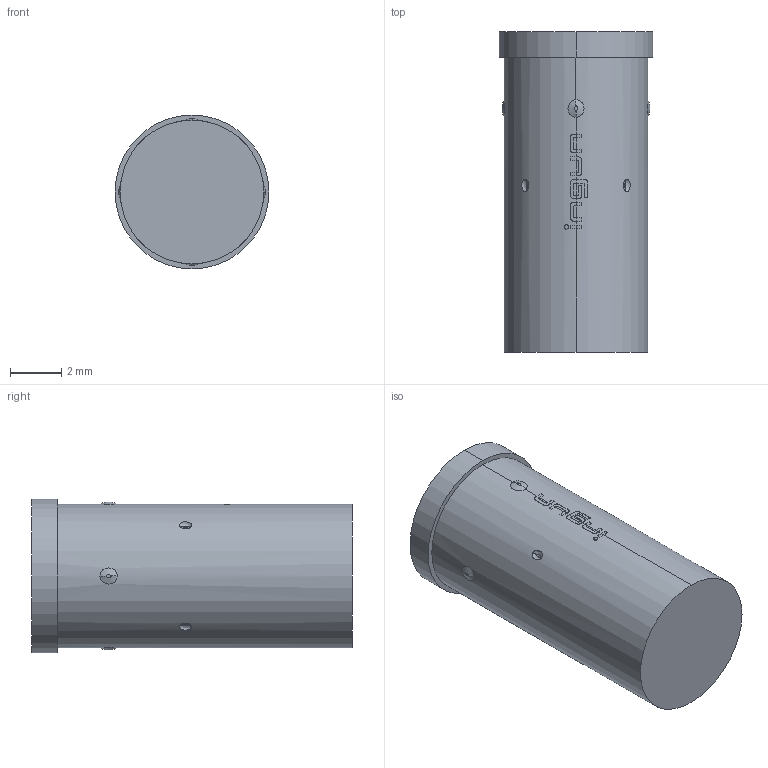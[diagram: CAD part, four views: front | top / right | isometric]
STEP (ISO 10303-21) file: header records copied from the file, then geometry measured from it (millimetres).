
FILE_DESCRIPTION (( 'STEP AP203' ), '1' );
FILE_NAME ('INGUN_KS-365_125.STEP', '2023-09-13T11:25:57', ( '' ), ( '' ), 'SwSTEP 2.0', 'SolidWorks 2021', '' );
FILE_SCHEMA (( 'CONFIG_CONTROL_DESIGN' ));
Length unit declared in the file: millimetre
Products named in the file (1): INGUN_KS-365_125
Bounding box: 6 x 12.5 x 6 mm (x, y, z)
Volume: 311.5 mm3; surface area: 278.2 mm2
Topology: 1 solids, 1 shells, 112 faces, 306 edges, 204 vertices
Faces by surface type: plane 51, bspline 38, cylinder 23
Entity records: 5317 total; most frequent: CARTESIAN_POINT 2667, ORIENTED_EDGE 612, DIRECTION 434, EDGE_CURVE 306, VERTEX_POINT 204, AXIS2_PLACEMENT_3D 175, B_SPLINE_CURVE_WITH_KNOTS 122, EDGE_LOOP 120
